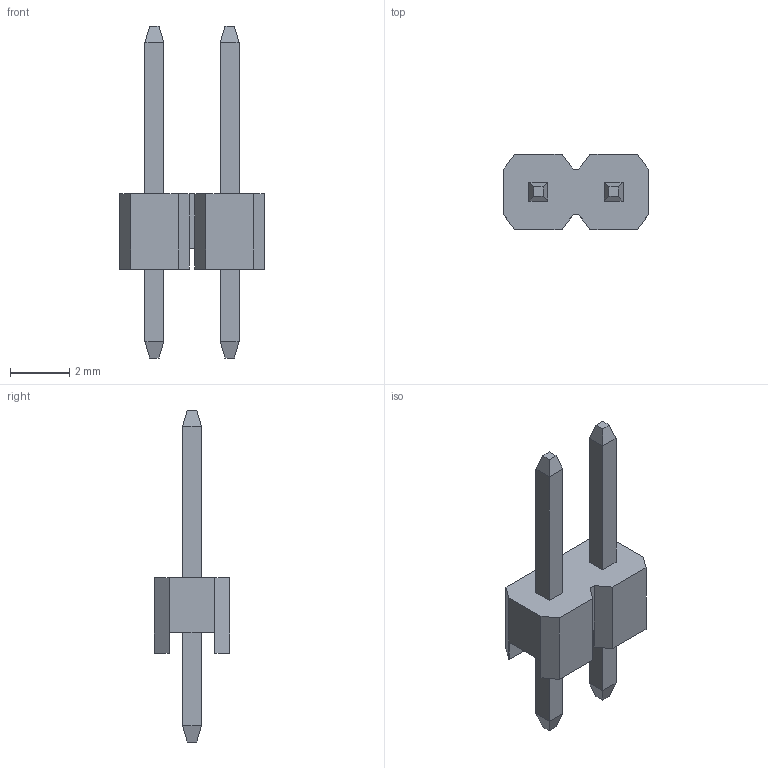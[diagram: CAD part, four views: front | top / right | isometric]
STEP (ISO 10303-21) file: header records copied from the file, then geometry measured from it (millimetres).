
FILE_DESCRIPTION(('FreeCAD Model'),'2;1');
FILE_NAME('2x1-male-pin-header.step', '2014-12-21T10:43:43',('FreeCAD'),('FreeCAD'), 'Open CASCADE STEP processor 6.7','FreeCAD','Unknown');
FILE_SCHEMA(('AUTOMOTIVE_DESIGN_CC2 { 1 2 10303 214 -1 1 5 4 }'));
Length unit declared in the file: millimetre
Products named in the file (1): 2x1-male-pin-header-final
Bounding box: 4.88 x 2.54 x 11.2 mm (x, y, z)
Volume: 31.3 mm3; surface area: 110.3 mm2
Topology: 1 solids, 1 shells, 66 faces, 160 edges, 100 vertices
Faces by surface type: plane 50, bspline 16
Entity records: 4325 total; most frequent: CARTESIAN_POINT 789, DIRECTION 488, LINE 386, VECTOR 386, ORIENTED_EDGE 320, PCURVE 320, DEFINITIONAL_REPRESENTATION 320, EDGE_CURVE 160
